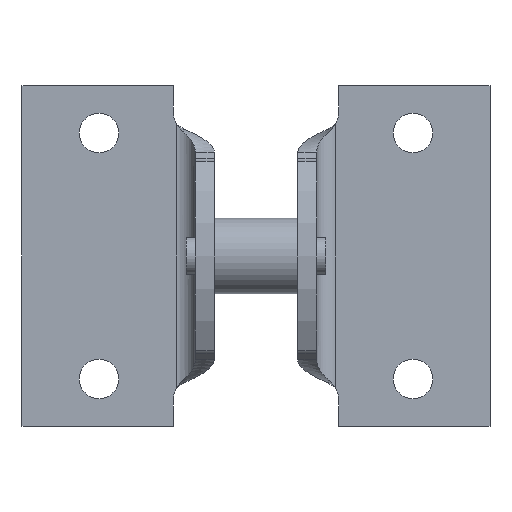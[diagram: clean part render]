
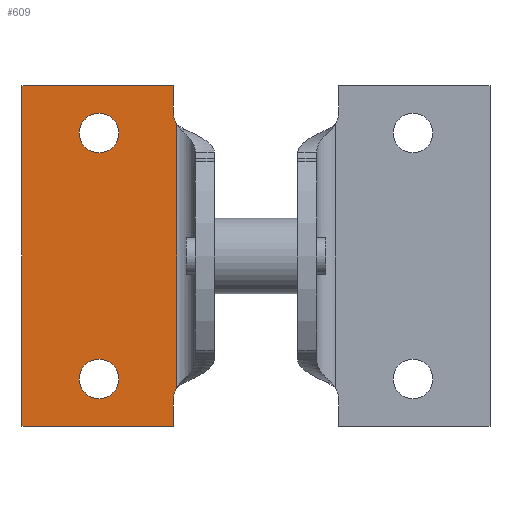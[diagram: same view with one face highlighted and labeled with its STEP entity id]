
A CAD part, front view. The second image highlights one B-rep face of the part: STEP entity #609.
In plain terms, the highlighted face is planar.
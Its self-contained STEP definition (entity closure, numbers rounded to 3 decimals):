
#40=LINE('',#1490,#84);
#61=LINE('',#1566,#105);
#63=LINE('',#1570,#107);
#65=LINE('',#1574,#109);
#67=LINE('',#1578,#111);
#69=LINE('',#1582,#113);
#84=VECTOR('',#756,10.);
#105=VECTOR('',#835,10.);
#107=VECTOR('',#839,10.);
#109=VECTOR('',#843,10.);
#111=VECTOR('',#847,10.);
#113=VECTOR('',#851,10.);
#151=PLANE('',#700);
#167=FACE_BOUND('',#253,.T.);
#168=FACE_BOUND('',#254,.T.);
#202=FACE_OUTER_BOUND('',#252,.T.);
#252=EDGE_LOOP('',(#547,#548,#549,#550,#551,#552,#553,#554));
#253=EDGE_LOOP('',(#555));
#254=EDGE_LOOP('',(#556));
#276=CIRCLE('',#690,5.);
#277=CIRCLE('',#697,5.25);
#278=CIRCLE('',#699,5.25);
#279=CIRCLE('',#701,5.);
#289=VERTEX_POINT('',#1067);
#298=VERTEX_POINT('',#1363);
#326=VERTEX_POINT('',#1561);
#327=VERTEX_POINT('',#1565);
#328=VERTEX_POINT('',#1569);
#329=VERTEX_POINT('',#1573);
#330=VERTEX_POINT('',#1577);
#331=VERTEX_POINT('',#1581);
#332=VERTEX_POINT('',#1585);
#333=VERTEX_POINT('',#1588);
#361=EDGE_CURVE('',#289,#298,#40,.T.);
#396=EDGE_CURVE('',#326,#298,#276,.T.);
#397=EDGE_CURVE('',#327,#326,#61,.T.);
#399=EDGE_CURVE('',#328,#327,#63,.T.);
#401=EDGE_CURVE('',#329,#328,#65,.T.);
#403=EDGE_CURVE('',#330,#329,#67,.T.);
#405=EDGE_CURVE('',#331,#330,#69,.T.);
#407=EDGE_CURVE('',#332,#332,#277,.T.);
#408=EDGE_CURVE('',#333,#333,#278,.T.);
#409=EDGE_CURVE('',#289,#331,#279,.T.);
#547=ORIENTED_EDGE('',*,*,#361,.T.);
#548=ORIENTED_EDGE('',*,*,#396,.F.);
#549=ORIENTED_EDGE('',*,*,#397,.F.);
#550=ORIENTED_EDGE('',*,*,#399,.F.);
#551=ORIENTED_EDGE('',*,*,#401,.F.);
#552=ORIENTED_EDGE('',*,*,#403,.F.);
#553=ORIENTED_EDGE('',*,*,#405,.F.);
#554=ORIENTED_EDGE('',*,*,#409,.F.);
#555=ORIENTED_EDGE('',*,*,#408,.T.);
#556=ORIENTED_EDGE('',*,*,#407,.T.);
#609=ADVANCED_FACE('',(#202,#167,#168),#151,.T.);
#690=AXIS2_PLACEMENT_3D('',#1563,#831,#832);
#697=AXIS2_PLACEMENT_3D('',#1586,#855,#856);
#699=AXIS2_PLACEMENT_3D('',#1589,#859,#860);
#700=AXIS2_PLACEMENT_3D('',#1590,#861,#862);
#701=AXIS2_PLACEMENT_3D('',#1591,#863,#864);
#756=DIRECTION('',(-1.,0.,0.));
#831=DIRECTION('center_axis',(0.,1.,0.));
#832=DIRECTION('ref_axis',(0.,0.,1.));
#835=DIRECTION('',(1.,0.,0.));
#839=DIRECTION('',(0.,0.,-1.));
#843=DIRECTION('',(-1.,0.,0.));
#847=DIRECTION('',(0.,0.,1.));
#851=DIRECTION('',(1.,0.,0.));
#855=DIRECTION('center_axis',(0.,-1.,0.));
#856=DIRECTION('ref_axis',(-1.,0.,0.));
#859=DIRECTION('center_axis',(0.,-1.,0.));
#860=DIRECTION('ref_axis',(-1.,0.,0.));
#861=DIRECTION('center_axis',(0.,1.,0.));
#862=DIRECTION('ref_axis',(1.,0.,0.));
#863=DIRECTION('center_axis',(0.,1.,0.));
#864=DIRECTION('ref_axis',(-0.848,0.,0.53));
#1067=CARTESIAN_POINT('',(34.99,27.155,10.));
#1363=CARTESIAN_POINT('',(-34.99,27.155,10.));
#1490=CARTESIAN_POINT('',(-17.495,27.155,10.));
#1561=CARTESIAN_POINT('',(-37.771,27.155,10.845));
#1563=CARTESIAN_POINT('Origin',(-37.771,27.155,5.845));
#1565=CARTESIAN_POINT('',(-45.,27.155,10.845));
#1566=CARTESIAN_POINT('',(-45.,27.155,10.845));
#1569=CARTESIAN_POINT('',(-45.,27.155,50.845));
#1570=CARTESIAN_POINT('',(-45.,27.155,50.845));
#1573=CARTESIAN_POINT('',(45.,27.155,50.845));
#1574=CARTESIAN_POINT('',(45.,27.155,50.845));
#1577=CARTESIAN_POINT('',(45.,27.155,10.845));
#1578=CARTESIAN_POINT('',(45.,27.155,10.845));
#1581=CARTESIAN_POINT('',(37.771,27.155,10.845));
#1582=CARTESIAN_POINT('',(37.771,27.155,10.845));
#1585=CARTESIAN_POINT('',(-27.25,27.155,30.495));
#1586=CARTESIAN_POINT('Origin',(-32.5,27.155,30.495));
#1588=CARTESIAN_POINT('',(37.75,27.155,30.495));
#1589=CARTESIAN_POINT('Origin',(32.5,27.155,30.495));
#1590=CARTESIAN_POINT('Origin',(0.,27.155,-62.151));
#1591=CARTESIAN_POINT('Origin',(37.771,27.155,5.845));
